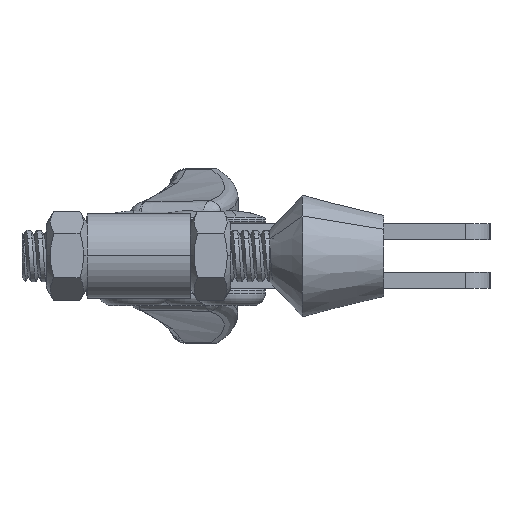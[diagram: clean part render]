
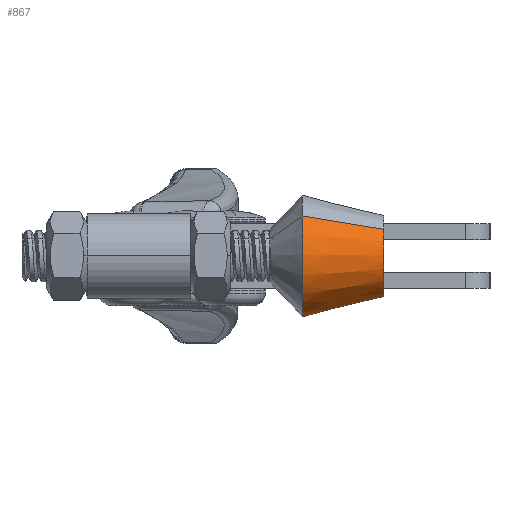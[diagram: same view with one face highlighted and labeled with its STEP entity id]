
A CAD part, left-side view. The second image highlights one B-rep face of the part: STEP entity #867.
In plain terms, the highlighted conical face has half-angle 14.036 degrees and reference radius 7.5 mm.
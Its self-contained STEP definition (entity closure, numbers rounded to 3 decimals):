
#58 = DIRECTION ( 'NONE',  ( 0., 0., 1. ) ) ;
#177 = VERTEX_POINT ( 'NONE', #4832 ) ;
#867 = ADVANCED_FACE ( 'NONE', ( #26916 ), #29048, .T. ) ;
#1095 = EDGE_CURVE ( 'NONE', #177, #26422, #33672, .T. ) ;
#1387 = CARTESIAN_POINT ( 'NONE',  ( 7.5, 0., 4.5 ) ) ;
#2128 = LINE ( 'NONE', #34341, #31023 ) ;
#3860 = AXIS2_PLACEMENT_3D ( 'NONE', #23958, #31917, #18497 ) ;
#4832 = CARTESIAN_POINT ( 'NONE',  ( -7.5, 0., 4.5 ) ) ;
#5143 = CARTESIAN_POINT ( 'NONE',  ( 0., 0., 4.5 ) ) ;
#5356 = VECTOR ( 'NONE', #10808, 1000. ) ;
#5496 = DIRECTION ( 'NONE',  ( 1., 0., 0. ) ) ;
#7278 = CIRCLE ( 'NONE', #13057, 5. ) ;
#8077 = CARTESIAN_POINT ( 'NONE',  ( 7.5, 0., 4.5 ) ) ;
#8889 = CARTESIAN_POINT ( 'NONE',  ( 0., 0., -5.5 ) ) ;
#10808 = DIRECTION ( 'NONE',  ( 0.243, 0., 0.97 ) ) ;
#11602 = DIRECTION ( 'NONE',  ( 1., 0., 0. ) ) ;
#13057 = AXIS2_PLACEMENT_3D ( 'NONE', #8889, #27928, #11602 ) ;
#13367 = LINE ( 'NONE', #8077, #5356 ) ;
#14734 = AXIS2_PLACEMENT_3D ( 'NONE', #5143, #58, #5496 ) ;
#15312 = VERTEX_POINT ( 'NONE', #19751 ) ;
#16278 = CARTESIAN_POINT ( 'NONE',  ( 5., 0., -5.5 ) ) ;
#18497 = DIRECTION ( 'NONE',  ( 1., 0., 0. ) ) ;
#18560 = VERTEX_POINT ( 'NONE', #16278 ) ;
#19751 = CARTESIAN_POINT ( 'NONE',  ( -5., 0., -5.5 ) ) ;
#20534 = ORIENTED_EDGE ( 'NONE', *, *, #28399, .T. ) ;
#22916 = ORIENTED_EDGE ( 'NONE', *, *, #1095, .F. ) ;
#23958 = CARTESIAN_POINT ( 'NONE',  ( 0., 0., 4.5 ) ) ;
#26422 = VERTEX_POINT ( 'NONE', #1387 ) ;
#26916 = FACE_OUTER_BOUND ( 'NONE', #27953, .T. ) ;
#27928 = DIRECTION ( 'NONE',  ( 0., 0., 1. ) ) ;
#27953 = EDGE_LOOP ( 'NONE', ( #34632, #28179, #20534, #22916 ) ) ;
#28179 = ORIENTED_EDGE ( 'NONE', *, *, #32961, .T. ) ;
#28399 = EDGE_CURVE ( 'NONE', #18560, #26422, #13367, .T. ) ;
#29048 = CONICAL_SURFACE ( 'NONE', #3860, 7.5, 0.245 ) ;
#31023 = VECTOR ( 'NONE', #31614, 1000. ) ;
#31614 = DIRECTION ( 'NONE',  ( -0.243, 0., 0.97 ) ) ;
#31917 = DIRECTION ( 'NONE',  ( 0., 0., 1. ) ) ;
#32961 = EDGE_CURVE ( 'NONE', #15312, #18560, #7278, .T. ) ;
#33672 = CIRCLE ( 'NONE', #14734, 7.5 ) ;
#34341 = CARTESIAN_POINT ( 'NONE',  ( -7.5, 0., 4.5 ) ) ;
#34632 = ORIENTED_EDGE ( 'NONE', *, *, #35117, .F. ) ;
#35117 = EDGE_CURVE ( 'NONE', #15312, #177, #2128, .T. ) ;
